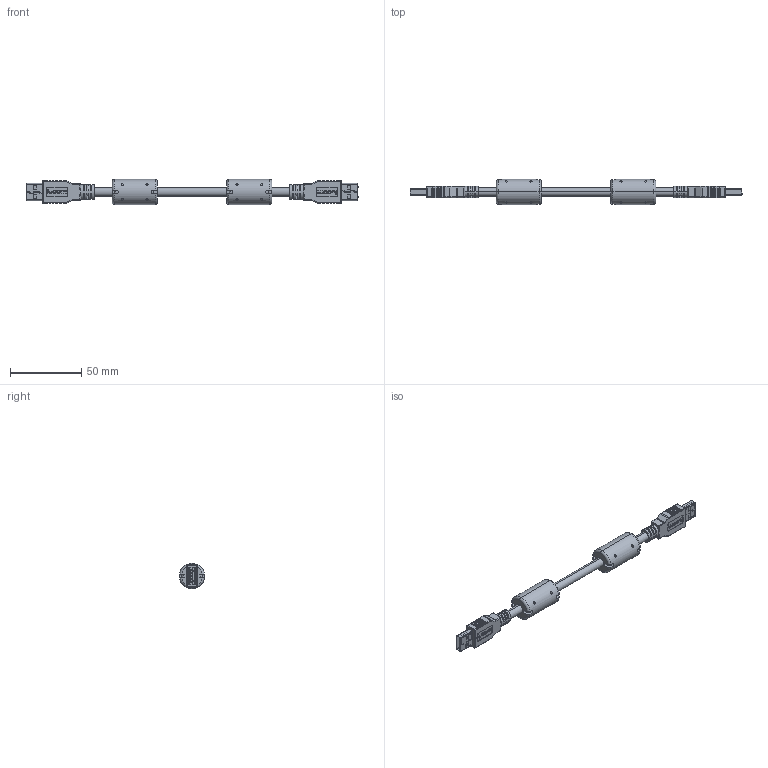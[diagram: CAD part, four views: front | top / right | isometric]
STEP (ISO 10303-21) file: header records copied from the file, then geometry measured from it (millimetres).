
FILE_DESCRIPTION (( 'STEP AP214' ), '1' );
FILE_NAME ('U3A00093.STEP', '2018-05-31T13:03:27', ( '' ), ( '' ), 'SwSTEP 2.0', 'SolidWorks 2017', '' );
FILE_SCHEMA (( 'AUTOMOTIVE_DESIGN' ));
Length unit declared in the file: inch
Products named in the file (13): U3A00093-MA1; 1AM07-048; MTN-593; 1AA05-046-MA1; 1AA05-046-MA2_Without Crimp; MTN-286___; MTN-594_OD6.2mm; U3A00093; 1AM07-032___; MTN-594_6.2MM OD; MTN-286_1AM07-032 FERRITE; 1AA05-046-MA3
Assembly tree (14 placements, depth 4):
  U3A00093
    U3A00093-MA1
    MTN-594_OD6.2mm  x2
      MTN-593
        1AA05-046-MA3
        MTN-593
      1AA05-046-MA1
      1AA05-046-MA2_Without Crimp
      MTN-594_6.2MM OD
    MTN-286_1AM07-032 FERRITE  x2
      MTN-286___
      1AM07-032___
      1AM07-048
Bounding box: 233 x 17.7 x 17.7 mm (x, y, z)
Volume: 32661.2 mm3; surface area: 30411.5 mm2
Topology: 45 solids, 45 shells, 3024 faces, 8138 edges, 5336 vertices
Faces by surface type: plane 2180, cylinder 544, bspline 216, torus 68, sphere 16
Entity records: 56532 total; most frequent: CARTESIAN_POINT 15016, ORIENTED_EDGE 8116, DIRECTION 7094, EDGE_CURVE 4058, VECTOR 3122, LINE 3122, VERTEX_POINT 2670, AXIS2_PLACEMENT_3D 1986
